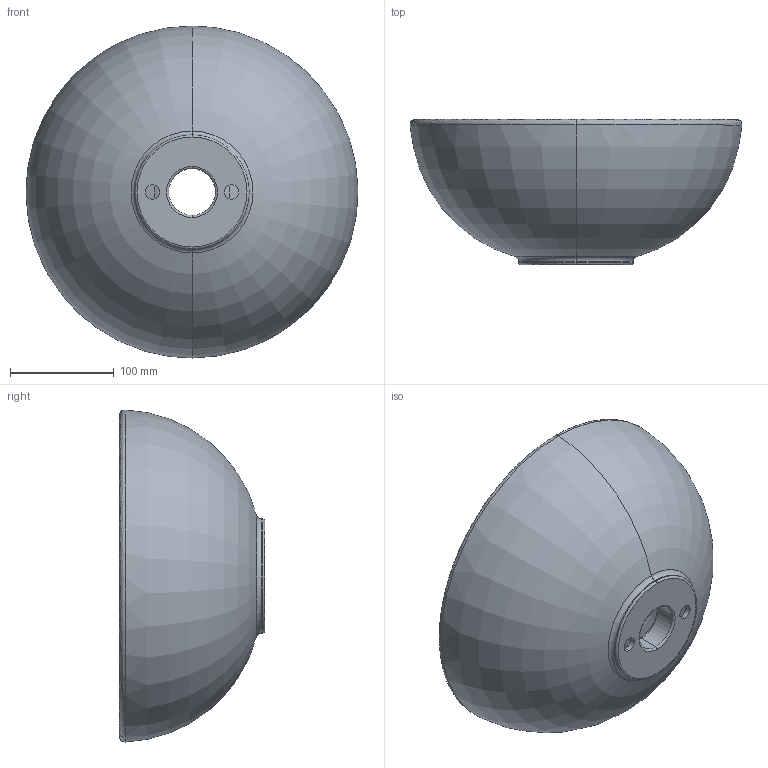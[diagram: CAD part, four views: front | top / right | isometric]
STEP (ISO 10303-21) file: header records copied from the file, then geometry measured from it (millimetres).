
FILE_DESCRIPTION (( 'STEP AP214' ), '1' );
FILE_NAME ('50018_STEP_v10421.STEP', '2021-04-08T15:09:21', ( '' ), ( '' ), 'SwSTEP 2.0', 'SolidWorks 2019', '' );
FILE_SCHEMA (( 'AUTOMOTIVE_DESIGN' ));
Length unit declared in the file: millimetre
Products named in the file (1): 50018_STEP_v10421
Bounding box: 319.73 x 140 x 319.78 mm (x, y, z)
Volume: 1341883.9 mm3; surface area: 536376.8 mm2
Topology: 1 solids, 1 shells, 39 faces, 82 edges, 46 vertices
Faces by surface type: torus 18, cylinder 12, cone 4, plane 3, bspline 2
Entity records: 1736 total; most frequent: CARTESIAN_POINT 832, DIRECTION 212, ORIENTED_EDGE 164, AXIS2_PLACEMENT_3D 98, EDGE_CURVE 82, CIRCLE 60, VERTEX_POINT 46, EDGE_LOOP 46
